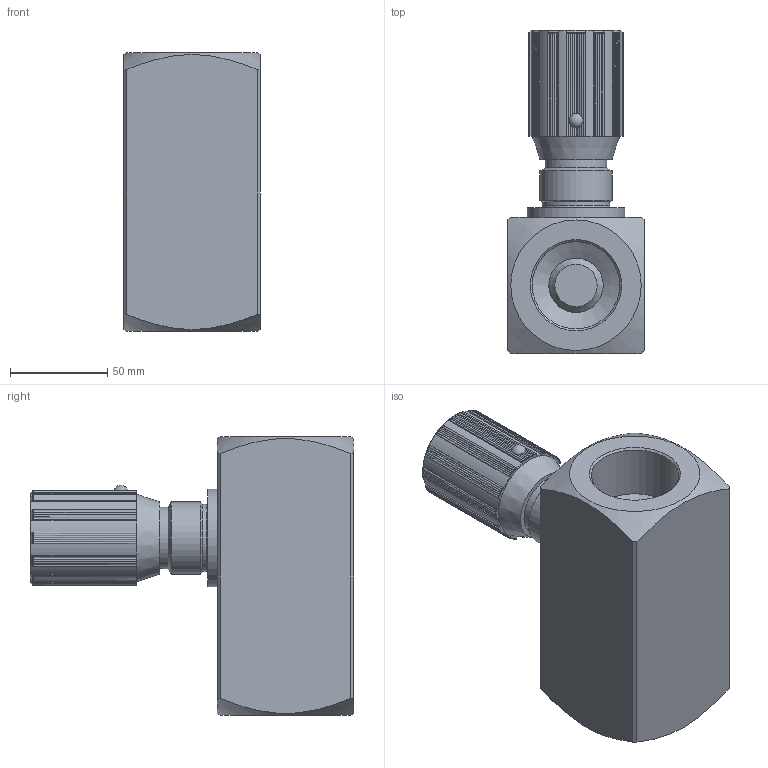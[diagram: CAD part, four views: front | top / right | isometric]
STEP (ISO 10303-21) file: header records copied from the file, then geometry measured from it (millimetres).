
FILE_DESCRIPTION(/* description */ (''),/* implementation_level */ '2;1');
FILE_NAME(/* name */ 'RDVR1 1_2.stp',/* time_stamp */ '2018-02-27T13:38:37+01:00',/* author */ ('tb'),/* organization */ (''),/* preprocessor_version */ 'ST-DEVELOPER v17',/* originating_system */ 'Autodesk Inventor 2018',/* authorisation */ '');
FILE_SCHEMA (('AUTOMOTIVE_DESIGN { 1 0 10303 214 3 1 1 }'));
Length unit declared in the file: millimetre
Products named in the file (1): 94209-01-917-33723_Shrinkwrap_1
Bounding box: 70 x 166 x 143 mm (x, y, z)
Volume: 644215.6 mm3; surface area: 118494 mm2
Topology: 2 solids, 7 shells, 428 faces, 1236 edges, 810 vertices
Faces by surface type: plane 199, cylinder 179, cone 39, torus 8, bspline 2, sphere 1
Full cylindrical faces by diameter (mm): 4 x2, 4.917 x2, 7.4 x1, 7.5 x1, 8.25 x1, 9 x1, 13.5 x1, 15.9 x1, 16 x1, 16.376 x3, 23 x1, 28 x1, 28.5 x1, 31.7 x2, 33.5 x1, 34.5 x1, 37 x1, 40 x1, 40.8 x1, 41 x1, 42.5 x1, 44.845 x2, 50 x1, 51 x1
Entity records: 23264 total; most frequent: CARTESIAN_POINT 11491, ORIENTED_EDGE 2502, DIRECTION 2300, EDGE_CURVE 1251, AXIS2_PLACEMENT_3D 868, VERTEX_POINT 810, LINE 564, VECTOR 564
